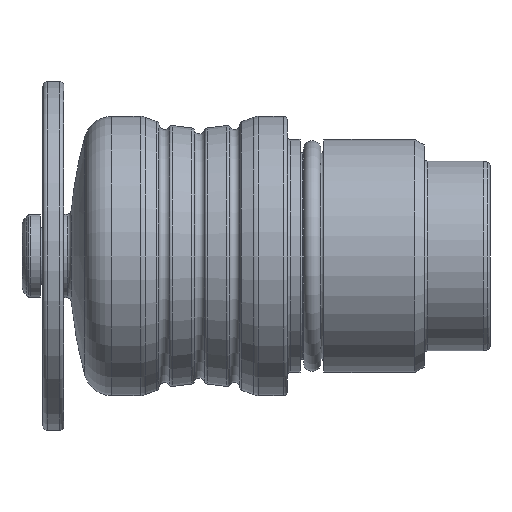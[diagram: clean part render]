
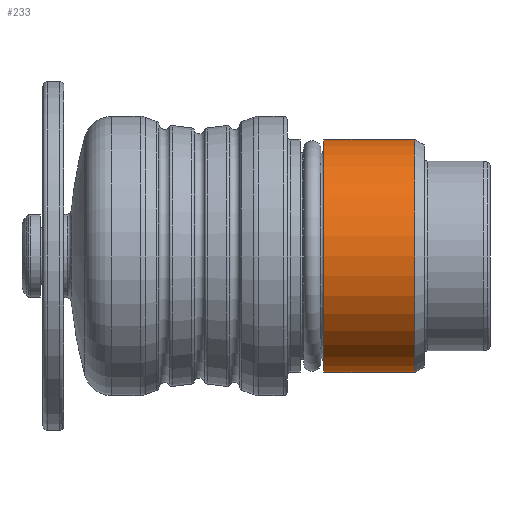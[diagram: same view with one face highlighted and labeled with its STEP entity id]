
A CAD part, front view. The second image highlights one B-rep face of the part: STEP entity #233.
In plain terms, the highlighted cylindrical face has radius 8.35 mm (diameter 16.7 mm), a full revolution.
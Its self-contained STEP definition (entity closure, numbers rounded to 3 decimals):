
#233=ADVANCED_FACE('',(#394,#395),#292,.T.);
#292=CYLINDRICAL_SURFACE('',#1283,8.35);
#394=FACE_BOUND('',#519,.T.);
#395=FACE_BOUND('',#520,.T.);
#519=EDGE_LOOP('',(#675));
#520=EDGE_LOOP('',(#676));
#675=ORIENTED_EDGE('',*,*,#1002,.T.);
#676=ORIENTED_EDGE('',*,*,#1003,.F.);
#900=VERTEX_POINT('',#1974);
#901=VERTEX_POINT('',#1977);
#1002=EDGE_CURVE('',#900,#900,#1134,.T.);
#1003=EDGE_CURVE('',#901,#901,#1135,.T.);
#1134=CIRCLE('',#1280,8.35);
#1135=CIRCLE('',#1282,8.35);
#1280=AXIS2_PLACEMENT_3D('',#1973,#1560,#1561);
#1282=AXIS2_PLACEMENT_3D('',#1976,#1564,#1565);
#1283=AXIS2_PLACEMENT_3D('',#1978,#1566,#1567);
#1560=DIRECTION('',(-1.,0.,0.));
#1561=DIRECTION('',(0.,0.,-1.));
#1564=DIRECTION('',(-1.,0.,0.));
#1565=DIRECTION('',(0.,0.,-1.));
#1566=DIRECTION('',(1.,0.,0.));
#1567=DIRECTION('',(0.,0.,-1.));
#1973=CARTESIAN_POINT('',(28.1,0.,0.));
#1974=CARTESIAN_POINT('',(28.1,0.,-8.35));
#1976=CARTESIAN_POINT('',(21.6,0.,0.));
#1977=CARTESIAN_POINT('',(21.6,0.,-8.35));
#1978=CARTESIAN_POINT('',(25.2,0.,0.));
